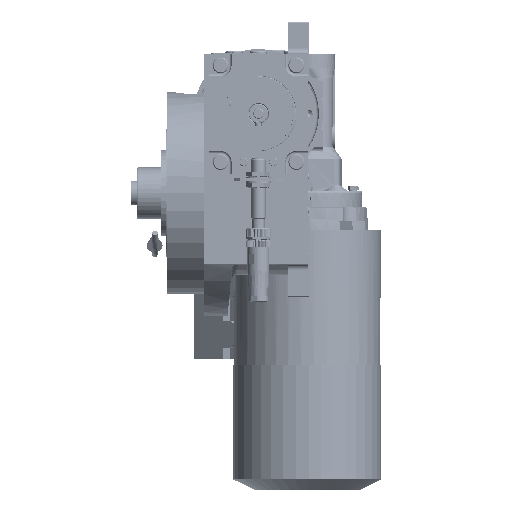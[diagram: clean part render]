
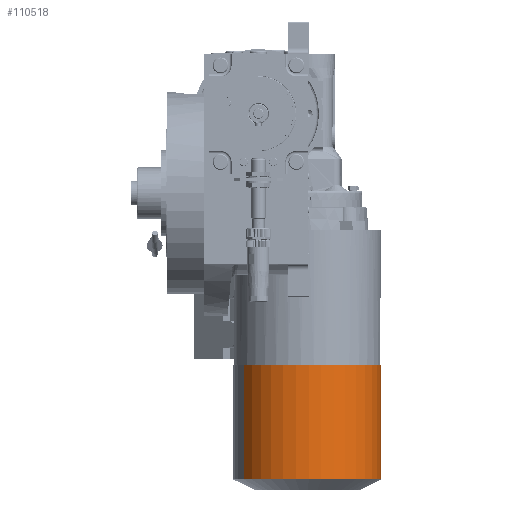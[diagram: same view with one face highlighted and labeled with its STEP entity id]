
A CAD part, left-side view. The second image highlights one B-rep face of the part: STEP entity #110518.
In plain terms, the highlighted cylindrical face has radius 60.5 mm (diameter 121 mm), a partial arc.
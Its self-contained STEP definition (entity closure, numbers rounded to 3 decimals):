
#3104 = DIRECTION ( 'NONE',  ( 1., 0., 0. ) ) ;
#3151 = EDGE_CURVE ( 'NONE', #142037, #109204, #146963, .T. ) ;
#6676 = CARTESIAN_POINT ( 'NONE',  ( -158.212, 8.35, 58.703 ) ) ;
#6933 = FACE_OUTER_BOUND ( 'NONE', #51076, .T. ) ;
#12952 = AXIS2_PLACEMENT_3D ( 'NONE', #108408, #82328, #84906 ) ;
#14441 = CARTESIAN_POINT ( 'NONE',  ( -64.811, -6.286, 0. ) ) ;
#15678 = EDGE_CURVE ( 'NONE', #162848, #170889, #31572, .T. ) ;
#19977 = DIRECTION ( 'NONE',  ( -1., 0., 0. ) ) ;
#22832 = ORIENTED_EDGE ( 'NONE', *, *, #3151, .T. ) ;
#23249 = AXIS2_PLACEMENT_3D ( 'NONE', #76374, #19977, #35567 ) ;
#23423 = CYLINDRICAL_SURFACE ( 'NONE', #23249, 60.5 ) ;
#31572 = LINE ( 'NONE', #47182, #72379 ) ;
#35567 = DIRECTION ( 'NONE',  ( 0., 0.242, 0.97 ) ) ;
#42001 = EDGE_CURVE ( 'NONE', #142037, #170889, #120794, .T. ) ;
#45943 = AXIS2_PLACEMENT_3D ( 'NONE', #14441, #3104, #159465 ) ;
#47182 = CARTESIAN_POINT ( 'NONE',  ( -158.212, -20.922, -58.703 ) ) ;
#51076 = EDGE_LOOP ( 'NONE', ( #123902, #22832, #60852, #121442 ) ) ;
#60852 = ORIENTED_EDGE ( 'NONE', *, *, #146672, .F. ) ;
#72379 = VECTOR ( 'NONE', #100150, 1000. ) ;
#74585 = CARTESIAN_POINT ( 'NONE',  ( -64.811, 8.35, 58.703 ) ) ;
#76374 = CARTESIAN_POINT ( 'NONE',  ( -26.951, -6.286, 0. ) ) ;
#76517 = VECTOR ( 'NONE', #135633, 1000. ) ;
#82328 = DIRECTION ( 'NONE',  ( -1., 0., 0. ) ) ;
#84906 = DIRECTION ( 'NONE',  ( 0., -0.242, -0.97 ) ) ;
#88103 = CARTESIAN_POINT ( 'NONE',  ( -64.811, -20.922, -58.703 ) ) ;
#100150 = DIRECTION ( 'NONE',  ( 1., 0., 0. ) ) ;
#107841 = CARTESIAN_POINT ( 'NONE',  ( -64.811, 8.35, 58.703 ) ) ;
#108408 = CARTESIAN_POINT ( 'NONE',  ( -158.212, -6.286, 0. ) ) ;
#109204 = VERTEX_POINT ( 'NONE', #6676 ) ;
#110518 = ADVANCED_FACE ( 'NONE', ( #6933 ), #23423, .T. ) ;
#120794 = CIRCLE ( 'NONE', #45943, 60.5 ) ;
#121442 = ORIENTED_EDGE ( 'NONE', *, *, #15678, .T. ) ;
#123902 = ORIENTED_EDGE ( 'NONE', *, *, #42001, .F. ) ;
#135633 = DIRECTION ( 'NONE',  ( -1., 0., 0. ) ) ;
#142037 = VERTEX_POINT ( 'NONE', #74585 ) ;
#146672 = EDGE_CURVE ( 'NONE', #162848, #109204, #162704, .T. ) ;
#146963 = LINE ( 'NONE', #107841, #76517 ) ;
#159465 = DIRECTION ( 'NONE',  ( 0., 0.242, 0.97 ) ) ;
#160261 = CARTESIAN_POINT ( 'NONE',  ( -158.212, -20.922, -58.703 ) ) ;
#162704 = CIRCLE ( 'NONE', #12952, 60.5 ) ;
#162848 = VERTEX_POINT ( 'NONE', #160261 ) ;
#170889 = VERTEX_POINT ( 'NONE', #88103 ) ;
